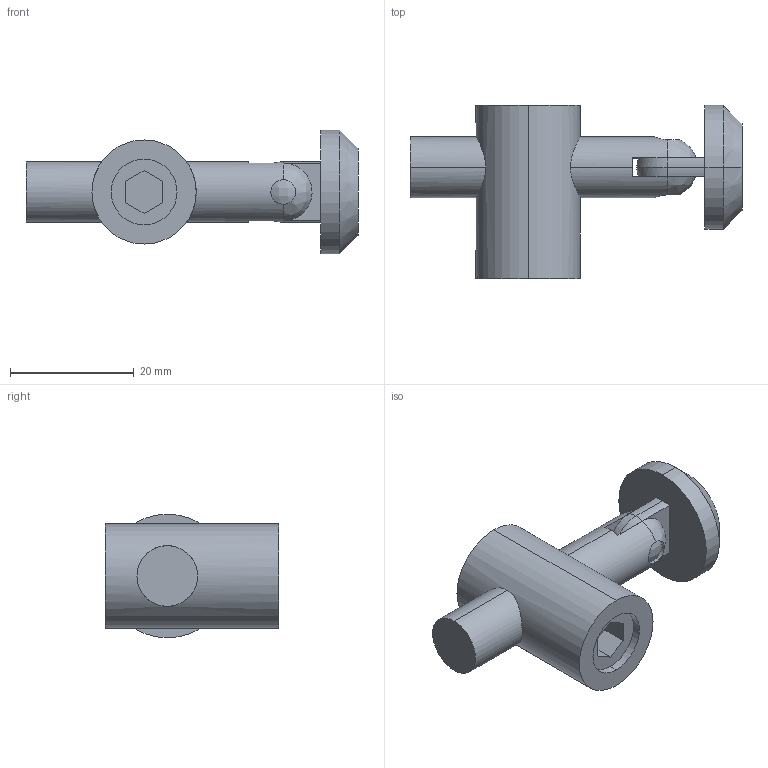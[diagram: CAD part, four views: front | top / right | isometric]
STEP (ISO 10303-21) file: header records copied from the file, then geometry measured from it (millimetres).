
FILE_DESCRIPTION (( 'STEP AP214' ), '1' );
FILE_NAME ('6121135', '2019-02-04T09:22:45', ( '' ), ('JUGARD+KÜNSTNER GmbH'), 'SwSTEP 2.0', 'SolidWorks 2017', '' );
FILE_SCHEMA (( 'AUTOMOTIVE_DESIGN' ));
Length unit declared in the file: millimetre
Products named in the file (3): Kopie von 6121135-Teller^6121135; Kopie von SV-10 Rundkopf 20^6121135; 6121135_CNAJF00
Assembly tree (2 placements, depth 2):
  6121135_CNAJF00
    Kopie von SV-10 Rundkopf 20^6121135
    Kopie von 6121135-Teller^6121135
Bounding box: 53.7 x 28 x 20 mm (x, y, z)
Volume: 9638.3 mm3; surface area: 4287.1 mm2
Topology: 2 solids, 2 shells, 47 faces, 110 edges, 70 vertices
Faces by surface type: cylinder 19, plane 18, bspline 8, cone 2
Entity records: 1871 total; most frequent: CARTESIAN_POINT 699, DIRECTION 233, ORIENTED_EDGE 216, EDGE_CURVE 108, AXIS2_PLACEMENT_3D 92, VERTEX_POINT 70, EDGE_LOOP 54, VECTOR 49
